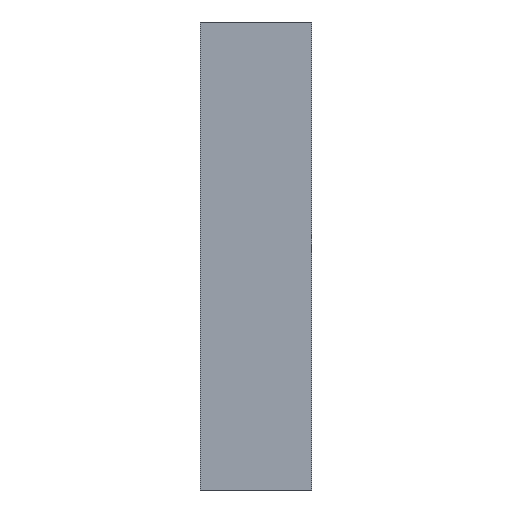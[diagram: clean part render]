
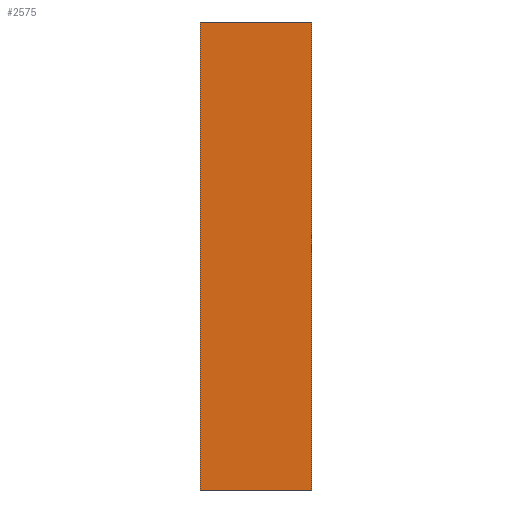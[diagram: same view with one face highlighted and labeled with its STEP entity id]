
A CAD part, front view. The second image highlights one B-rep face of the part: STEP entity #2575.
In plain terms, the highlighted planar face has unit normal (0, -1, 0).
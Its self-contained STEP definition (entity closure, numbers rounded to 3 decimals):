
#1 = LINE ( 'NONE', #3549, #1121 ) ;
#232 = ORIENTED_EDGE ( 'NONE', *, *, #1691, .T. ) ;
#303 = EDGE_LOOP ( 'NONE', ( #538, #334, #232, #3783 ) ) ;
#334 = ORIENTED_EDGE ( 'NONE', *, *, #4132, .F. ) ;
#464 = LINE ( 'NONE', #3766, #829 ) ;
#538 = ORIENTED_EDGE ( 'NONE', *, *, #847, .F. ) ;
#666 = VERTEX_POINT ( 'NONE', #3128 ) ;
#668 = VERTEX_POINT ( 'NONE', #3399 ) ;
#827 = VERTEX_POINT ( 'NONE', #1116 ) ;
#829 = VECTOR ( 'NONE', #2758, 1000. ) ;
#847 = EDGE_CURVE ( 'NONE', #668, #666, #464, .T. ) ;
#910 = EDGE_CURVE ( 'NONE', #3643, #666, #2814, .T. ) ;
#1116 = CARTESIAN_POINT ( 'NONE',  ( 5., -1., -20.95 ) ) ;
#1121 = VECTOR ( 'NONE', #3248, 1000. ) ;
#1500 = DIRECTION ( 'NONE',  ( 0., 0., -1. ) ) ;
#1691 = EDGE_CURVE ( 'NONE', #827, #3643, #1, .T. ) ;
#1801 = FACE_OUTER_BOUND ( 'NONE', #303, .T. ) ;
#1898 = DIRECTION ( 'NONE',  ( -1., 0., 0. ) ) ;
#2324 = CARTESIAN_POINT ( 'NONE',  ( 5., -1., -20.95 ) ) ;
#2501 = AXIS2_PLACEMENT_3D ( 'NONE', #3785, #2764, #1500 ) ;
#2575 = ADVANCED_FACE ( 'NONE', ( #1801 ), #2746, .T. ) ;
#2746 = PLANE ( 'NONE',  #2501 ) ;
#2758 = DIRECTION ( 'NONE',  ( 0., 0., 1. ) ) ;
#2764 = DIRECTION ( 'NONE',  ( 0., -1., 0. ) ) ;
#2814 = LINE ( 'NONE', #3865, #3048 ) ;
#2985 = DIRECTION ( 'NONE',  ( -1., 0., 0. ) ) ;
#3048 = VECTOR ( 'NONE', #1898, 1000. ) ;
#3128 = CARTESIAN_POINT ( 'NONE',  ( -5., -1., 20.95 ) ) ;
#3248 = DIRECTION ( 'NONE',  ( 0., 0., 1. ) ) ;
#3361 = CARTESIAN_POINT ( 'NONE',  ( 5., -1., 20.95 ) ) ;
#3399 = CARTESIAN_POINT ( 'NONE',  ( -5., -1., -20.95 ) ) ;
#3549 = CARTESIAN_POINT ( 'NONE',  ( 5., -1., 0. ) ) ;
#3589 = LINE ( 'NONE', #2324, #3907 ) ;
#3643 = VERTEX_POINT ( 'NONE', #3361 ) ;
#3766 = CARTESIAN_POINT ( 'NONE',  ( -5., -1., 0. ) ) ;
#3783 = ORIENTED_EDGE ( 'NONE', *, *, #910, .T. ) ;
#3785 = CARTESIAN_POINT ( 'NONE',  ( 5., -1., 0. ) ) ;
#3865 = CARTESIAN_POINT ( 'NONE',  ( 5., -1., 20.95 ) ) ;
#3907 = VECTOR ( 'NONE', #2985, 1000. ) ;
#4132 = EDGE_CURVE ( 'NONE', #827, #668, #3589, .T. ) ;
